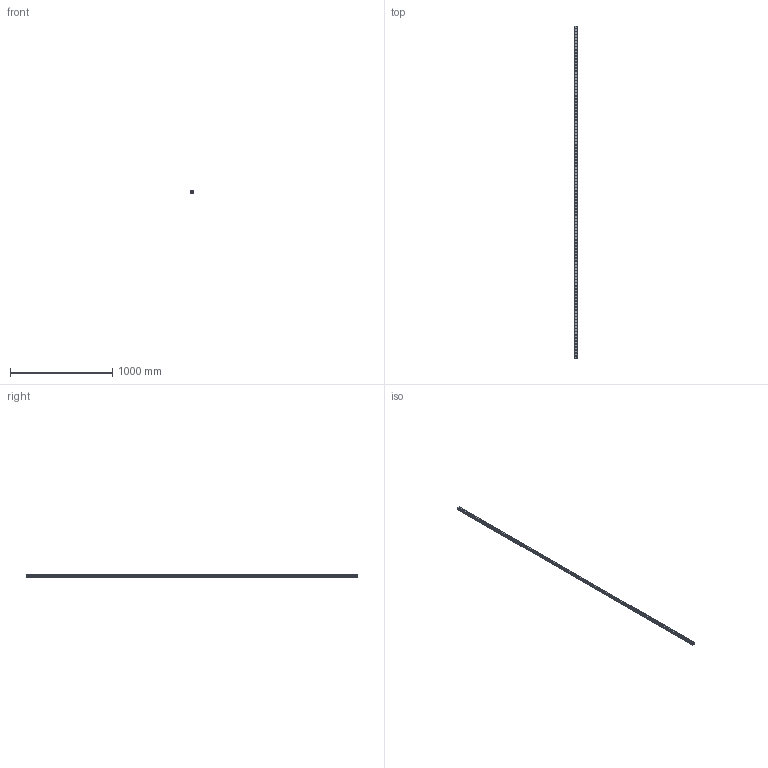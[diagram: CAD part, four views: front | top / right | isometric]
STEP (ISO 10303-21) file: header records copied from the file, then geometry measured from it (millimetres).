
FILE_DESCRIPTION(('STEP AP214'),'1');
FILE_NAME('cctmp_93009BE3-1962-473E-B162-0DAF4FF1DEF6_2021_03_11_10_35_43_0330..stp','2021-03-11T09:35:43',('HIWIN GmbH'),('CADClick - www.CADClick.com'),'Spatial InterOp 3D',' ','unknown authorization');
FILE_SCHEMA(('AUTOMOTIVE_DESIGN'));
Length unit declared in the file: millimetre
Products named in the file (1): RGR25R3250H_FILE
Bounding box: 23 x 3250 x 23.6 mm (x, y, z)
Volume: 1303752.9 mm3; surface area: 402985 mm2
Topology: 1 solids, 1 shells, 1089 faces, 2277 edges, 1518 vertices
Faces by surface type: cylinder 666, plane 423
Entity records: 38419 total; most frequent: DIRECTION 5789, CARTESIAN_POINT 4885, ORIENTED_EDGE 4554, AXIS2_PLACEMENT_3D 2422, EDGE_CURVE 2277, VERTEX_POINT 1518, EDGE_LOOP 1417, CIRCLE 1332
